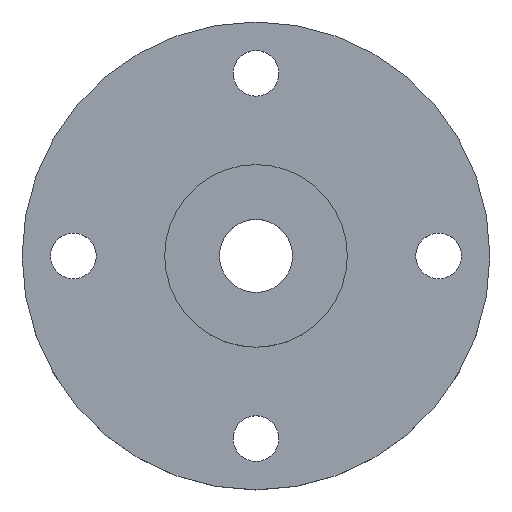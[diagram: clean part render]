
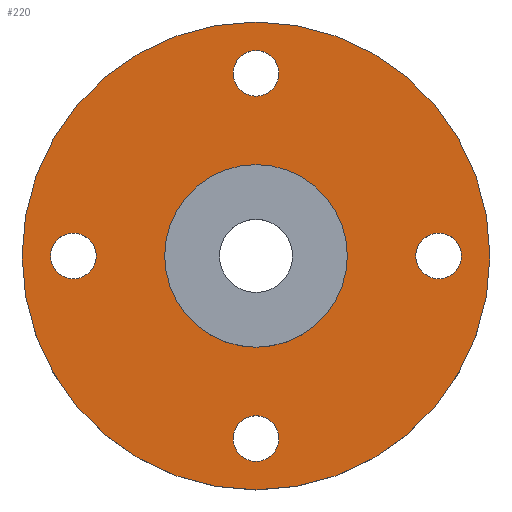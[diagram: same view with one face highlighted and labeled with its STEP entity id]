
A CAD part, top view. The second image highlights one B-rep face of the part: STEP entity #220.
In plain terms, the highlighted planar face has unit normal (0, 0, 1).
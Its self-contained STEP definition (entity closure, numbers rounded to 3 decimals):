
#9 = EDGE_CURVE ( 'NONE', #54, #613, #296, .T. ) ;
#20 = CARTESIAN_POINT ( 'NONE',  ( 0., -8., 2.8 ) ) ;
#23 = CARTESIAN_POINT ( 'NONE',  ( 0., 0., 2.8 ) ) ;
#24 = CARTESIAN_POINT ( 'NONE',  ( 0., 8., 2.8 ) ) ;
#26 = DIRECTION ( 'NONE',  ( 1., 0., 0. ) ) ;
#29 = DIRECTION ( 'NONE',  ( 0., 0., 1. ) ) ;
#41 = CARTESIAN_POINT ( 'NONE',  ( -7., 0., 2.8 ) ) ;
#49 = VERTEX_POINT ( 'NONE', #497 ) ;
#54 = VERTEX_POINT ( 'NONE', #66 ) ;
#66 = CARTESIAN_POINT ( 'NONE',  ( 4., 0., 2.8 ) ) ;
#69 = CIRCLE ( 'NONE', #231, 10.25 ) ;
#73 = CARTESIAN_POINT ( 'NONE',  ( -1., -8., 2.8 ) ) ;
#78 = CARTESIAN_POINT ( 'NONE',  ( 9., 0., 2.8 ) ) ;
#79 = DIRECTION ( 'NONE',  ( 1., 0., 0. ) ) ;
#108 = FACE_BOUND ( 'NONE', #159, .T. ) ;
#124 = DIRECTION ( 'NONE',  ( 1., 0., 0. ) ) ;
#128 = CARTESIAN_POINT ( 'NONE',  ( 8., 0., 2.8 ) ) ;
#130 = CIRCLE ( 'NONE', #560, 1. ) ;
#139 = CIRCLE ( 'NONE', #625, 1. ) ;
#153 = DIRECTION ( 'NONE',  ( 0., 0., 1. ) ) ;
#154 = EDGE_LOOP ( 'NONE', ( #165, #253 ) ) ;
#157 = CIRCLE ( 'NONE', #219, 1. ) ;
#159 = EDGE_LOOP ( 'NONE', ( #237, #160 ) ) ;
#160 = ORIENTED_EDGE ( 'NONE', *, *, #238, .F. ) ;
#165 = ORIENTED_EDGE ( 'NONE', *, *, #419, .F. ) ;
#171 = CARTESIAN_POINT ( 'NONE',  ( -9., 0., 2.8 ) ) ;
#179 = FACE_OUTER_BOUND ( 'NONE', #587, .T. ) ;
#187 = CIRCLE ( 'NONE', #598, 1. ) ;
#190 = ORIENTED_EDGE ( 'NONE', *, *, #524, .F. ) ;
#195 = CIRCLE ( 'NONE', #326, 1. ) ;
#197 = EDGE_CURVE ( 'NONE', #591, #339, #69, .T. ) ;
#209 = ORIENTED_EDGE ( 'NONE', *, *, #9, .F. ) ;
#211 = EDGE_LOOP ( 'NONE', ( #380, #209 ) ) ;
#213 = ORIENTED_EDGE ( 'NONE', *, *, #548, .F. ) ;
#215 = DIRECTION ( 'NONE',  ( 1., 0., 0. ) ) ;
#216 = DIRECTION ( 'NONE',  ( 0., 0., 1. ) ) ;
#219 = AXIS2_PLACEMENT_3D ( 'NONE', #229, #404, #570 ) ;
#220 = ADVANCED_FACE ( 'NONE', ( #108, #256, #445, #392, #468, #179 ), #457, .T. ) ;
#223 = AXIS2_PLACEMENT_3D ( 'NONE', #444, #294, #450 ) ;
#224 = CARTESIAN_POINT ( 'NONE',  ( -8., 0., 2.8 ) ) ;
#225 = CARTESIAN_POINT ( 'NONE',  ( -8., 0., 2.8 ) ) ;
#229 = CARTESIAN_POINT ( 'NONE',  ( 0., -8., 2.8 ) ) ;
#230 = DIRECTION ( 'NONE',  ( 0., 0., 1. ) ) ;
#231 = AXIS2_PLACEMENT_3D ( 'NONE', #584, #153, #537 ) ;
#234 = DIRECTION ( 'NONE',  ( 1., 0., 0. ) ) ;
#237 = ORIENTED_EDGE ( 'NONE', *, *, #515, .F. ) ;
#238 = EDGE_CURVE ( 'NONE', #545, #49, #130, .T. ) ;
#245 = AXIS2_PLACEMENT_3D ( 'NONE', #20, #356, #215 ) ;
#253 = ORIENTED_EDGE ( 'NONE', *, *, #395, .F. ) ;
#254 = EDGE_LOOP ( 'NONE', ( #213, #573 ) ) ;
#256 = FACE_BOUND ( 'NONE', #332, .T. ) ;
#266 = CARTESIAN_POINT ( 'NONE',  ( -4., 0., 2.8 ) ) ;
#270 = AXIS2_PLACEMENT_3D ( 'NONE', #224, #359, #470 ) ;
#274 = CARTESIAN_POINT ( 'NONE',  ( 10.25, 0., 2.8 ) ) ;
#276 = AXIS2_PLACEMENT_3D ( 'NONE', #23, #405, #26 ) ;
#294 = DIRECTION ( 'NONE',  ( 0., 0., 1. ) ) ;
#296 = CIRCLE ( 'NONE', #223, 4. ) ;
#303 = ORIENTED_EDGE ( 'NONE', *, *, #345, .T. ) ;
#304 = AXIS2_PLACEMENT_3D ( 'NONE', #128, #316, #397 ) ;
#311 = CARTESIAN_POINT ( 'NONE',  ( 8., 0., 2.8 ) ) ;
#316 = DIRECTION ( 'NONE',  ( 0., 0., 1. ) ) ;
#319 = DIRECTION ( 'NONE',  ( 0., 0., 1. ) ) ;
#326 = AXIS2_PLACEMENT_3D ( 'NONE', #225, #319, #361 ) ;
#328 = CIRCLE ( 'NONE', #270, 1. ) ;
#332 = EDGE_LOOP ( 'NONE', ( #453, #190 ) ) ;
#339 = VERTEX_POINT ( 'NONE', #274 ) ;
#345 = EDGE_CURVE ( 'NONE', #339, #591, #474, .T. ) ;
#354 = VERTEX_POINT ( 'NONE', #171 ) ;
#356 = DIRECTION ( 'NONE',  ( 0., 0., 1. ) ) ;
#359 = DIRECTION ( 'NONE',  ( 0., 0., 1. ) ) ;
#361 = DIRECTION ( 'NONE',  ( 1., 0., 0. ) ) ;
#363 = DIRECTION ( 'NONE',  ( 1., 0., 0. ) ) ;
#367 = EDGE_CURVE ( 'NONE', #447, #374, #595, .T. ) ;
#374 = VERTEX_POINT ( 'NONE', #553 ) ;
#380 = ORIENTED_EDGE ( 'NONE', *, *, #416, .F. ) ;
#385 = EDGE_CURVE ( 'NONE', #588, #354, #195, .T. ) ;
#392 = FACE_BOUND ( 'NONE', #154, .T. ) ;
#395 = EDGE_CURVE ( 'NONE', #442, #435, #569, .T. ) ;
#397 = DIRECTION ( 'NONE',  ( 1., 0., 0. ) ) ;
#398 = CIRCLE ( 'NONE', #276, 4. ) ;
#401 = CARTESIAN_POINT ( 'NONE',  ( 7., 0., 2.8 ) ) ;
#404 = DIRECTION ( 'NONE',  ( 0., 0., 1. ) ) ;
#405 = DIRECTION ( 'NONE',  ( 0., 0., 1. ) ) ;
#410 = DIRECTION ( 'NONE',  ( 0., 0., 1. ) ) ;
#416 = EDGE_CURVE ( 'NONE', #613, #54, #398, .T. ) ;
#419 = EDGE_CURVE ( 'NONE', #435, #442, #139, .T. ) ;
#435 = VERTEX_POINT ( 'NONE', #78 ) ;
#442 = VERTEX_POINT ( 'NONE', #401 ) ;
#444 = CARTESIAN_POINT ( 'NONE',  ( 0., 0., 2.8 ) ) ;
#445 = FACE_BOUND ( 'NONE', #254, .T. ) ;
#447 = VERTEX_POINT ( 'NONE', #73 ) ;
#449 = ORIENTED_EDGE ( 'NONE', *, *, #197, .T. ) ;
#450 = DIRECTION ( 'NONE',  ( 1., 0., 0. ) ) ;
#453 = ORIENTED_EDGE ( 'NONE', *, *, #385, .F. ) ;
#457 = PLANE ( 'NONE',  #580 ) ;
#463 = CARTESIAN_POINT ( 'NONE',  ( 0., 8., 2.8 ) ) ;
#465 = CARTESIAN_POINT ( 'NONE',  ( 0., 0., 2.8 ) ) ;
#468 = FACE_BOUND ( 'NONE', #211, .T. ) ;
#470 = DIRECTION ( 'NONE',  ( 1., 0., 0. ) ) ;
#474 = CIRCLE ( 'NONE', #606, 10.25 ) ;
#497 = CARTESIAN_POINT ( 'NONE',  ( 1., 8., 2.8 ) ) ;
#503 = CARTESIAN_POINT ( 'NONE',  ( -10.25, 0., 2.8 ) ) ;
#515 = EDGE_CURVE ( 'NONE', #49, #545, #187, .T. ) ;
#516 = DIRECTION ( 'NONE',  ( 0., 0., 1. ) ) ;
#524 = EDGE_CURVE ( 'NONE', #354, #588, #328, .T. ) ;
#537 = DIRECTION ( 'NONE',  ( 1., 0., 0. ) ) ;
#545 = VERTEX_POINT ( 'NONE', #603 ) ;
#548 = EDGE_CURVE ( 'NONE', #374, #447, #157, .T. ) ;
#553 = CARTESIAN_POINT ( 'NONE',  ( 1., -8., 2.8 ) ) ;
#556 = CARTESIAN_POINT ( 'NONE',  ( 0., 0., 2.8 ) ) ;
#560 = AXIS2_PLACEMENT_3D ( 'NONE', #24, #516, #79 ) ;
#569 = CIRCLE ( 'NONE', #304, 1. ) ;
#570 = DIRECTION ( 'NONE',  ( 1., 0., 0. ) ) ;
#573 = ORIENTED_EDGE ( 'NONE', *, *, #367, .F. ) ;
#580 = AXIS2_PLACEMENT_3D ( 'NONE', #556, #216, #602 ) ;
#584 = CARTESIAN_POINT ( 'NONE',  ( 0., 0., 2.8 ) ) ;
#587 = EDGE_LOOP ( 'NONE', ( #449, #303 ) ) ;
#588 = VERTEX_POINT ( 'NONE', #41 ) ;
#591 = VERTEX_POINT ( 'NONE', #503 ) ;
#595 = CIRCLE ( 'NONE', #245, 1. ) ;
#598 = AXIS2_PLACEMENT_3D ( 'NONE', #463, #29, #363 ) ;
#602 = DIRECTION ( 'NONE',  ( 1., 0., 0. ) ) ;
#603 = CARTESIAN_POINT ( 'NONE',  ( -1., 8., 2.8 ) ) ;
#606 = AXIS2_PLACEMENT_3D ( 'NONE', #465, #230, #234 ) ;
#613 = VERTEX_POINT ( 'NONE', #266 ) ;
#625 = AXIS2_PLACEMENT_3D ( 'NONE', #311, #410, #124 ) ;
